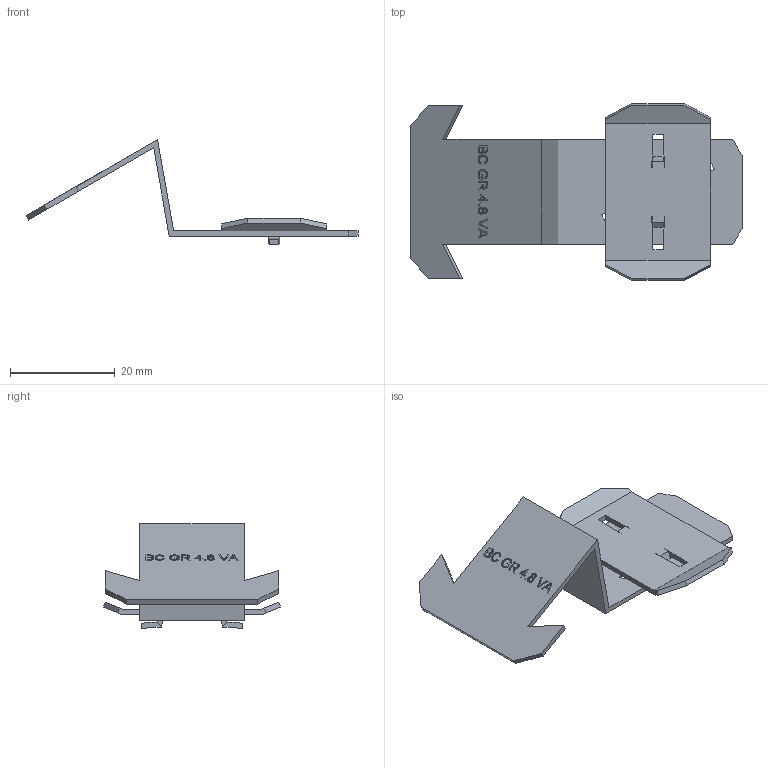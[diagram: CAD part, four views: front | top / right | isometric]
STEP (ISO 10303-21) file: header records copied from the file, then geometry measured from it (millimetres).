
FILE_DESCRIPTION((''),'2;1');
FILE_NAME('6016665_ASM','2016-04-15T',('AndreasKeweloh'),(''),'CREO PARAMETRIC BY PTC INC, 2015290','CREO PARAMETRIC BY PTC INC, 2015290','');
FILE_SCHEMA(('CONFIG_CONTROL_DESIGN'));
Length unit declared in the file: millimetre
Products named in the file (5): BREP_1; BREP_2; 6016665_A_ASM; DOCUMENT_A_ASM; 6016665_ASM
Assembly tree (4 placements, depth 4):
  6016665_ASM
    DOCUMENT_A_ASM
      6016665_A_ASM
        BREP_1
        BREP_2
Bounding box: 63.31 x 33.75 x 19.98 mm (x, y, z)
Volume: 2279.6 mm3; surface area: 5056.1 mm2
Topology: 2 solids, 2 shells, 213 faces, 563 edges, 370 vertices
Faces by surface type: plane 146, extrusion 55, bspline 8, cylinder 4
Entity records: 9157 total; most frequent: CARTESIAN_POINT 3961, ORIENTED_EDGE 1126, DIRECTION 840, EDGE_CURVE 563, VECTOR 500, LINE 445, VERTEX_POINT 370, EDGE_LOOP 237
